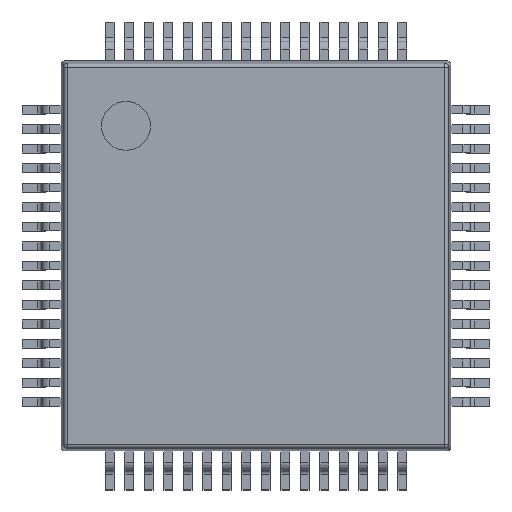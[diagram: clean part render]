
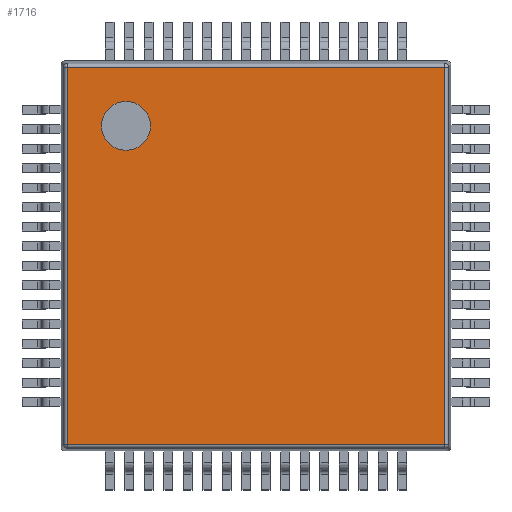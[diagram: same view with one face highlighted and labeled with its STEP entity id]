
A CAD part, top view. The second image highlights one B-rep face of the part: STEP entity #1716.
In plain terms, the highlighted planar face has unit normal (0, 0, 1).
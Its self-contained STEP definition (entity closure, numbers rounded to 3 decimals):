
#292=FACE_BOUND('',#790,.T.);
#413=LINE('',#3628,#542);
#419=LINE('',#3898,#548);
#420=LINE('',#3900,#549);
#421=LINE('',#3901,#550);
#542=VECTOR('',#2215,1.);
#548=VECTOR('',#2239,1.);
#549=VECTOR('',#2240,1.);
#550=VECTOR('',#2241,1.);
#684=FACE_OUTER_BOUND('',#789,.T.);
#789=EDGE_LOOP('',(#1395,#1396,#1397,#1398));
#790=EDGE_LOOP('',(#1399));
#873=CIRCLE('',#1893,0.625);
#944=VERTEX_POINT('',#3625);
#945=VERTEX_POINT('',#3627);
#950=VERTEX_POINT('',#3897);
#951=VERTEX_POINT('',#3899);
#952=VERTEX_POINT('',#3902);
#1091=EDGE_CURVE('',#944,#945,#413,.T.);
#1104=EDGE_CURVE('',#944,#950,#419,.T.);
#1105=EDGE_CURVE('',#950,#951,#420,.T.);
#1106=EDGE_CURVE('',#945,#951,#421,.T.);
#1107=EDGE_CURVE('',#952,#952,#873,.T.);
#1395=ORIENTED_EDGE('',*,*,#1091,.F.);
#1396=ORIENTED_EDGE('',*,*,#1104,.T.);
#1397=ORIENTED_EDGE('',*,*,#1105,.T.);
#1398=ORIENTED_EDGE('',*,*,#1106,.F.);
#1399=ORIENTED_EDGE('',*,*,#1107,.F.);
#1628=PLANE('',#1892);
#1716=ADVANCED_FACE('',(#684,#292),#1628,.T.);
#1892=AXIS2_PLACEMENT_3D('',#3896,#2237,#2238);
#1893=AXIS2_PLACEMENT_3D('',#3903,#2242,#2243);
#2215=DIRECTION('',(0.,1.,0.));
#2237=DIRECTION('center_axis',(0.,0.,1.));
#2238=DIRECTION('ref_axis',(1.,0.,0.));
#2239=DIRECTION('',(1.,0.,0.));
#2240=DIRECTION('',(0.,1.,0.));
#2241=DIRECTION('',(1.,0.,0.));
#2242=DIRECTION('center_axis',(0.,0.,1.));
#2243=DIRECTION('ref_axis',(1.,0.,0.));
#3625=CARTESIAN_POINT('',(0.164,0.164,1.6));
#3627=CARTESIAN_POINT('',(0.164,9.836,1.6));
#3628=CARTESIAN_POINT('',(0.164,0.074,1.6));
#3896=CARTESIAN_POINT('Origin',(0.,0.,1.6));
#3897=CARTESIAN_POINT('',(9.836,0.164,1.6));
#3898=CARTESIAN_POINT('',(0.074,0.164,1.6));
#3899=CARTESIAN_POINT('',(9.836,9.836,1.6));
#3900=CARTESIAN_POINT('',(9.836,0.074,1.6));
#3901=CARTESIAN_POINT('',(0.074,9.836,1.6));
#3902=CARTESIAN_POINT('',(1.042,8.333,1.6));
#3903=CARTESIAN_POINT('Origin',(1.667,8.333,1.6));
